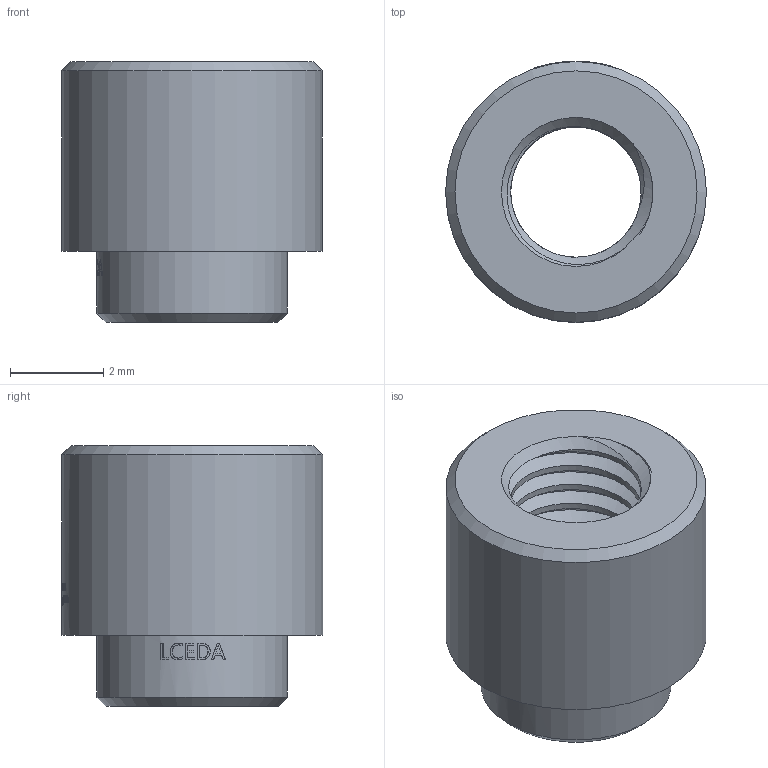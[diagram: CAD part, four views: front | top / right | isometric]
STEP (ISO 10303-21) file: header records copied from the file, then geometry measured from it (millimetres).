
FILE_DESCRIPTION(/* description */ ('Designed by EasyEDA Pro'),/* implementation_level */ '2;1');
FILE_NAME(/* name */ 'NUT_SMTSO_M2_5x3.step',/* time_stamp */ '2025-04-03T14:58:10+08:00',/* author */ (''),/* organization */ (''),/* preprocessor_version */ 'ST-DEVELOPER v20.1',/* originating_system */ 'Autodesk Translation Framework v14.4.0.0',/* authorisation */ '');
FILE_SCHEMA (('AUTOMOTIVE_DESIGN { 1 0 10303 214 3 1 1 }'));
Length unit declared in the file: millimetre
Products named in the file (4): Vkzy-PCBModel; Vkzy-Board; Vkzy-P1-SMD_BD5.6-L5.6-W5.6-D4.1; COMPOUND
Assembly tree (3 placements, depth 3):
  Vkzy-PCBModel
    Vkzy-Board
    Vkzy-P1-SMD_BD5.6-L5.6-W5.6-D4.1
      COMPOUND
Bounding box: 5.6 x 5.61 x 5.6 mm (x, y, z)
Volume: 79.7 mm3; surface area: 203.6 mm2
Topology: 1 solids, 1 shells, 317 faces, 862 edges, 574 vertices
Faces by surface type: bspline 136, plane 125, cylinder 52, cone 4
Full cylindrical faces by diameter (mm): 2.8 x10, 3.3 x10, 4.09 x1, 5.6 x1
Entity records: 13633 total; most frequent: CARTESIAN_POINT 6179, ORIENTED_EDGE 1724, DIRECTION 1234, EDGE_CURVE 862, VERTEX_POINT 574, AXIS2_PLACEMENT_3D 427, LINE 380, VECTOR 380
